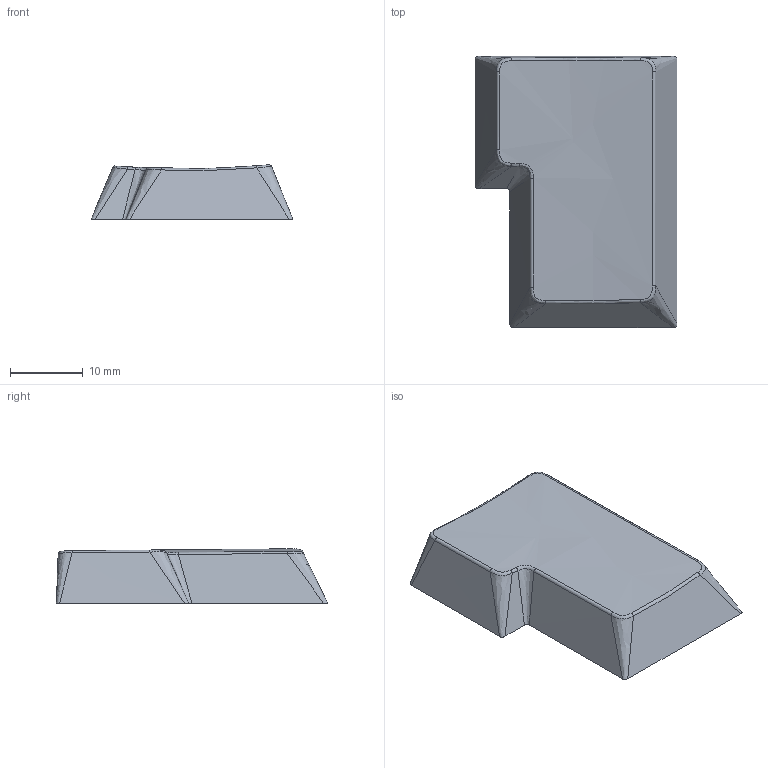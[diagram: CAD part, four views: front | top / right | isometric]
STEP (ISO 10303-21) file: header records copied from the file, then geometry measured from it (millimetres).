
FILE_DESCRIPTION(('FreeCAD Model'),'2;1');
FILE_NAME('Open CASCADE Shape Model','2025-06-08T14:18:46',(''),(''), 'Open CASCADE STEP processor 7.8','FreeCAD','Unknown');
FILE_SCHEMA(('AUTOMOTIVE_DESIGN { 1 0 10303 214 1 1 1 1 }'));
Length unit declared in the file: millimetre
Products named in the file (1): R2-R3_ISO_Enter
Bounding box: 27.62 x 37.15 x 7.44 mm (x, y, z)
Volume: 2066.1 mm3; surface area: 3503.6 mm2
Topology: 1 solids, 1 shells, 148 faces, 378 edges, 236 vertices
Faces by surface type: bspline 91, plane 57
Entity records: 5912 total; most frequent: CARTESIAN_POINT 3313, ORIENTED_EDGE 756, EDGE_CURVE 378, B_SPLINE_CURVE_WITH_KNOTS 325, VERTEX_POINT 236, DIRECTION 152, FACE_BOUND 152, EDGE_LOOP 152
